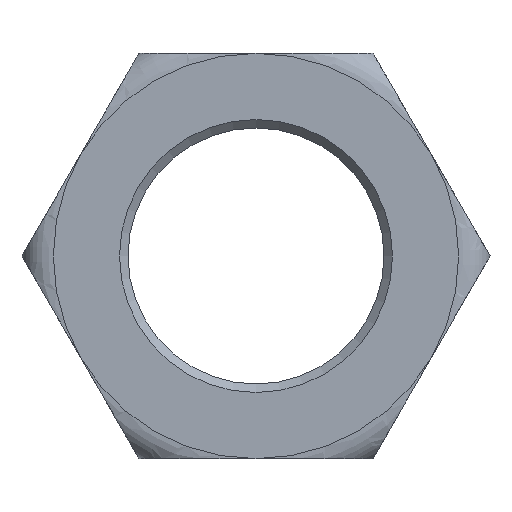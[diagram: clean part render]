
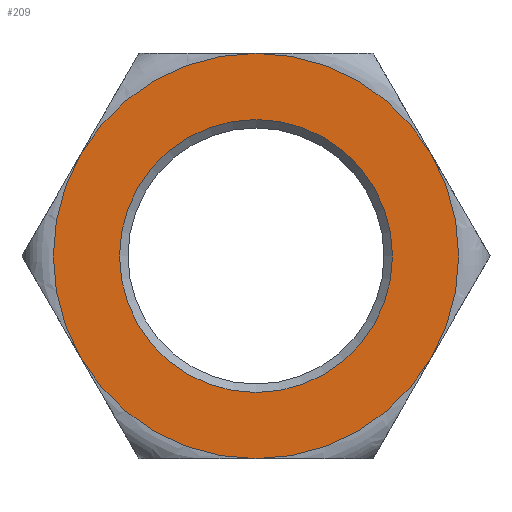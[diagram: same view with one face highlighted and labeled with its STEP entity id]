
A CAD part, front view. The second image highlights one B-rep face of the part: STEP entity #209.
In plain terms, the highlighted planar face has unit normal (0, -1, 0).
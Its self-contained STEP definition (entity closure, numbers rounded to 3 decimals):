
#5 = LINE ( 'NONE', #928, #919 ) ;
#14 = ORIENTED_EDGE ( 'NONE', *, *, #614, .F. ) ;
#19 = CIRCLE ( 'NONE', #596, 47.5 ) ;
#23 = ORIENTED_EDGE ( 'NONE', *, *, #946, .F. ) ;
#29 = VERTEX_POINT ( 'NONE', #769 ) ;
#30 = DIRECTION ( 'NONE',  ( 0., 1., 0. ) ) ;
#33 = VERTEX_POINT ( 'NONE', #139 ) ;
#37 = VECTOR ( 'NONE', #934, 1000. ) ;
#85 = VECTOR ( 'NONE', #661, 1000. ) ;
#93 = CARTESIAN_POINT ( 'NONE',  ( -41.136, -25.5, 23.75 ) ) ;
#98 = VERTEX_POINT ( 'NONE', #503 ) ;
#107 = DIRECTION ( 'NONE',  ( 0.5, 0., 0.866 ) ) ;
#108 = DIRECTION ( 'NONE',  ( 0., 1., 0. ) ) ;
#116 = EDGE_LOOP ( 'NONE', ( #735, #1354, #1281, #529, #14, #1149, #952, #846, #23, #212, #1115 ) ) ;
#134 = DIRECTION ( 'NONE',  ( 1., 0., 0. ) ) ;
#139 = CARTESIAN_POINT ( 'NONE',  ( 0., -25.5, -47.5 ) ) ;
#168 = DIRECTION ( 'NONE',  ( 0., 1., 0. ) ) ;
#209 = ADVANCED_FACE ( 'NONE', ( #261, #687 ), #587, .F. ) ;
#212 = ORIENTED_EDGE ( 'NONE', *, *, #824, .F. ) ;
#216 = LINE ( 'NONE', #816, #254 ) ;
#226 = EDGE_CURVE ( 'NONE', #1028, #715, #337, .T. ) ;
#227 = CARTESIAN_POINT ( 'NONE',  ( 0., -25.5, 0. ) ) ;
#234 = CIRCLE ( 'NONE', #833, 47.5 ) ;
#235 = DIRECTION ( 'NONE',  ( 0., 1., 0. ) ) ;
#247 = VERTEX_POINT ( 'NONE', #734 ) ;
#251 = DIRECTION ( 'NONE',  ( 1., 0., 0. ) ) ;
#254 = VECTOR ( 'NONE', #107, 1000. ) ;
#261 = FACE_BOUND ( 'NONE', #932, .T. ) ;
#307 = ORIENTED_EDGE ( 'NONE', *, *, #356, .T. ) ;
#314 = DIRECTION ( 'NONE',  ( 0., 0., 1. ) ) ;
#331 = DIRECTION ( 'NONE',  ( 0., 1., 0. ) ) ;
#337 = LINE ( 'NONE', #828, #37 ) ;
#340 = CARTESIAN_POINT ( 'NONE',  ( 0., -25.5, 32. ) ) ;
#345 = DIRECTION ( 'NONE',  ( 1., 0., 0. ) ) ;
#350 = CIRCLE ( 'NONE', #1091, 47.5 ) ;
#356 = EDGE_CURVE ( 'NONE', #972, #972, #1275, .T. ) ;
#398 = CIRCLE ( 'NONE', #659, 47.5 ) ;
#416 = LINE ( 'NONE', #733, #445 ) ;
#442 = CARTESIAN_POINT ( 'NONE',  ( 0., -25.5, 0. ) ) ;
#445 = VECTOR ( 'NONE', #631, 1000. ) ;
#503 = CARTESIAN_POINT ( 'NONE',  ( 41.136, -25.5, -23.75 ) ) ;
#521 = CARTESIAN_POINT ( 'NONE',  ( 0., -25.5, 0. ) ) ;
#526 = EDGE_CURVE ( 'NONE', #33, #247, #350, .T. ) ;
#529 = ORIENTED_EDGE ( 'NONE', *, *, #1259, .F. ) ;
#543 = CARTESIAN_POINT ( 'NONE',  ( 0., -25.5, 47.5 ) ) ;
#545 = DIRECTION ( 'NONE',  ( 1., 0., 0. ) ) ;
#551 = LINE ( 'NONE', #961, #85 ) ;
#583 = VERTEX_POINT ( 'NONE', #93 ) ;
#587 = PLANE ( 'NONE',  #1317 ) ;
#596 = AXIS2_PLACEMENT_3D ( 'NONE', #521, #839, #1358 ) ;
#614 = EDGE_CURVE ( 'NONE', #1184, #1060, #551, .T. ) ;
#631 = DIRECTION ( 'NONE',  ( -1., 0., 0. ) ) ;
#637 = CIRCLE ( 'NONE', #787, 47.5 ) ;
#649 = DIRECTION ( 'NONE',  ( 0., 0., 1. ) ) ;
#659 = AXIS2_PLACEMENT_3D ( 'NONE', #849, #331, #134 ) ;
#661 = DIRECTION ( 'NONE',  ( 0.5, 0., -0.866 ) ) ;
#669 = CARTESIAN_POINT ( 'NONE',  ( -41.136, -25.5, -23.75 ) ) ;
#687 = FACE_OUTER_BOUND ( 'NONE', #116, .T. ) ;
#715 = VERTEX_POINT ( 'NONE', #543 ) ;
#733 = CARTESIAN_POINT ( 'NONE',  ( 27.424, -25.5, -47.5 ) ) ;
#734 = CARTESIAN_POINT ( 'NONE',  ( -41.136, -25.5, -23.75 ) ) ;
#735 = ORIENTED_EDGE ( 'NONE', *, *, #526, .F. ) ;
#742 = VERTEX_POINT ( 'NONE', #1056 ) ;
#745 = DIRECTION ( 'NONE',  ( 0., 1., 0. ) ) ;
#769 = CARTESIAN_POINT ( 'NONE',  ( 0., -25.5, -47.5 ) ) ;
#787 = AXIS2_PLACEMENT_3D ( 'NONE', #851, #1063, #545 ) ;
#816 = CARTESIAN_POINT ( 'NONE',  ( -54.848, -25.5, 0. ) ) ;
#824 = EDGE_CURVE ( 'NONE', #1330, #583, #234, .T. ) ;
#828 = CARTESIAN_POINT ( 'NONE',  ( -27.424, -25.5, 47.5 ) ) ;
#833 = AXIS2_PLACEMENT_3D ( 'NONE', #227, #30, #345 ) ;
#839 = DIRECTION ( 'NONE',  ( 0., 1., 0. ) ) ;
#845 = CARTESIAN_POINT ( 'NONE',  ( 41.136, -25.5, 23.75 ) ) ;
#846 = ORIENTED_EDGE ( 'NONE', *, *, #1363, .F. ) ;
#849 = CARTESIAN_POINT ( 'NONE',  ( 0., -25.5, 0. ) ) ;
#851 = CARTESIAN_POINT ( 'NONE',  ( 0., -25.5, 0. ) ) ;
#919 = VECTOR ( 'NONE', #1134, 1000. ) ;
#928 = CARTESIAN_POINT ( 'NONE',  ( -27.424, -25.5, -47.5 ) ) ;
#932 = EDGE_LOOP ( 'NONE', ( #307 ) ) ;
#934 = DIRECTION ( 'NONE',  ( 1., 0., 0. ) ) ;
#946 = EDGE_CURVE ( 'NONE', #583, #742, #216, .T. ) ;
#952 = ORIENTED_EDGE ( 'NONE', *, *, #226, .F. ) ;
#961 = CARTESIAN_POINT ( 'NONE',  ( 27.424, -25.5, 47.5 ) ) ;
#972 = VERTEX_POINT ( 'NONE', #340 ) ;
#984 = EDGE_CURVE ( 'NONE', #247, #1330, #5, .T. ) ;
#1028 = VERTEX_POINT ( 'NONE', #1147 ) ;
#1056 = CARTESIAN_POINT ( 'NONE',  ( -41.136, -25.5, 23.75 ) ) ;
#1060 = VERTEX_POINT ( 'NONE', #845 ) ;
#1063 = DIRECTION ( 'NONE',  ( 0., 1., 0. ) ) ;
#1088 = EDGE_CURVE ( 'NONE', #29, #33, #416, .T. ) ;
#1091 = AXIS2_PLACEMENT_3D ( 'NONE', #1112, #168, #251 ) ;
#1112 = CARTESIAN_POINT ( 'NONE',  ( 0., -25.5, 0. ) ) ;
#1115 = ORIENTED_EDGE ( 'NONE', *, *, #984, .F. ) ;
#1121 = EDGE_CURVE ( 'NONE', #98, #29, #1207, .T. ) ;
#1130 = CARTESIAN_POINT ( 'NONE',  ( 41.136, -25.5, 23.75 ) ) ;
#1134 = DIRECTION ( 'NONE',  ( -0.5, 0., 0.866 ) ) ;
#1147 = CARTESIAN_POINT ( 'NONE',  ( 0., -25.5, 47.5 ) ) ;
#1149 = ORIENTED_EDGE ( 'NONE', *, *, #1167, .F. ) ;
#1167 = EDGE_CURVE ( 'NONE', #715, #1184, #19, .T. ) ;
#1175 = CARTESIAN_POINT ( 'NONE',  ( 0., -25.5, 0. ) ) ;
#1184 = VERTEX_POINT ( 'NONE', #1130 ) ;
#1207 = CIRCLE ( 'NONE', #1348, 47.5 ) ;
#1238 = DIRECTION ( 'NONE',  ( 1., 0., 0. ) ) ;
#1252 = AXIS2_PLACEMENT_3D ( 'NONE', #1175, #235, #649 ) ;
#1259 = EDGE_CURVE ( 'NONE', #1060, #98, #637, .T. ) ;
#1275 = CIRCLE ( 'NONE', #1252, 32. ) ;
#1281 = ORIENTED_EDGE ( 'NONE', *, *, #1121, .F. ) ;
#1317 = AXIS2_PLACEMENT_3D ( 'NONE', #442, #745, #314 ) ;
#1330 = VERTEX_POINT ( 'NONE', #669 ) ;
#1348 = AXIS2_PLACEMENT_3D ( 'NONE', #1365, #108, #1238 ) ;
#1354 = ORIENTED_EDGE ( 'NONE', *, *, #1088, .F. ) ;
#1358 = DIRECTION ( 'NONE',  ( 1., 0., 0. ) ) ;
#1363 = EDGE_CURVE ( 'NONE', #742, #1028, #398, .T. ) ;
#1365 = CARTESIAN_POINT ( 'NONE',  ( 0., -25.5, 0. ) ) ;
